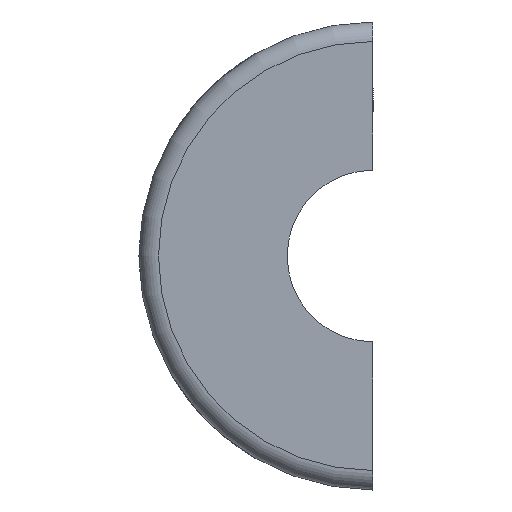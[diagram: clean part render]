
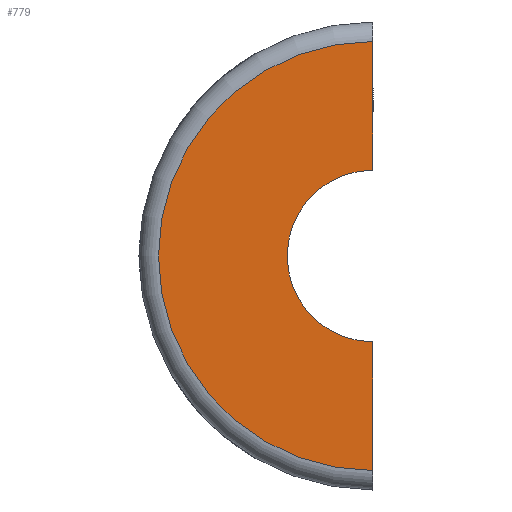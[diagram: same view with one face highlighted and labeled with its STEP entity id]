
A CAD part, left-side view. The second image highlights one B-rep face of the part: STEP entity #779.
In plain terms, the highlighted planar face has unit normal (-1, 0, 0).
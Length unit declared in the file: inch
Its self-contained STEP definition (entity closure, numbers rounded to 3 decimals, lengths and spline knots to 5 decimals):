
#57=PLANE('',#872);
#91=FACE_OUTER_BOUND('',#140,.T.);
#140=EDGE_LOOP('',(#623,#624,#625,#626));
#222=LINE('',#1273,#278);
#228=LINE('',#1295,#284);
#278=VECTOR('',#1030,0.3937);
#284=VECTOR('',#1050,0.3937);
#328=CIRCLE('',#870,1.375);
#330=CIRCLE('',#873,0.55);
#388=VERTEX_POINT('',#1270);
#389=VERTEX_POINT('',#1272);
#397=VERTEX_POINT('',#1289);
#398=VERTEX_POINT('',#1294);
#478=EDGE_CURVE('',#389,#388,#222,.T.);
#487=EDGE_CURVE('',#397,#388,#328,.T.);
#489=EDGE_CURVE('',#397,#398,#228,.T.);
#490=EDGE_CURVE('',#398,#389,#330,.T.);
#623=ORIENTED_EDGE('',*,*,#487,.F.);
#624=ORIENTED_EDGE('',*,*,#489,.T.);
#625=ORIENTED_EDGE('',*,*,#490,.T.);
#626=ORIENTED_EDGE('',*,*,#478,.T.);
#779=ADVANCED_FACE('',(#91),#57,.F.);
#870=AXIS2_PLACEMENT_3D('',#1291,#1044,#1045);
#872=AXIS2_PLACEMENT_3D('',#1293,#1048,#1049);
#873=AXIS2_PLACEMENT_3D('',#1296,#1051,#1052);
#1030=DIRECTION('',(0.,0.,1.));
#1044=DIRECTION('center_axis',(1.,0.,0.));
#1045=DIRECTION('ref_axis',(0.,1.,0.));
#1048=DIRECTION('center_axis',(1.,0.,0.));
#1049=DIRECTION('ref_axis',(0.,0.,-1.));
#1050=DIRECTION('',(0.,0.,1.));
#1051=DIRECTION('center_axis',(1.,0.,0.));
#1052=DIRECTION('ref_axis',(0.,0.,1.));
#1270=CARTESIAN_POINT('',(-2.98425,0.,1.375));
#1272=CARTESIAN_POINT('',(-2.98425,0.,0.55));
#1273=CARTESIAN_POINT('',(-2.98425,0.,1.5));
#1289=CARTESIAN_POINT('',(-2.98425,0.,-1.375));
#1291=CARTESIAN_POINT('Origin',(-2.98425,0.,0.));
#1293=CARTESIAN_POINT('Origin',(-2.98425,0.5689,0.));
#1294=CARTESIAN_POINT('',(-2.98425,0.,-0.55));
#1295=CARTESIAN_POINT('',(-2.98425,0.,-0.55));
#1296=CARTESIAN_POINT('Origin',(-2.98425,0.,0.));
